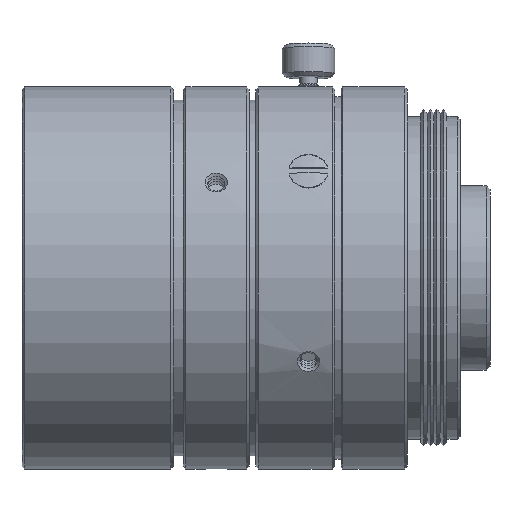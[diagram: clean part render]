
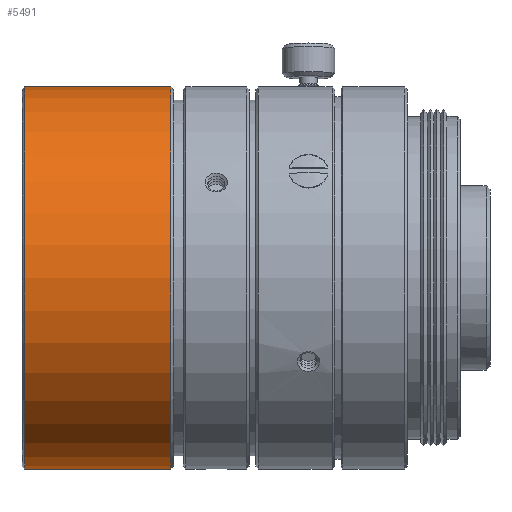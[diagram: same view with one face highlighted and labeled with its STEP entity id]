
A CAD part, front view. The second image highlights one B-rep face of the part: STEP entity #5491.
In plain terms, the highlighted cylindrical face has radius 14.5 mm (diameter 29 mm), a full revolution.
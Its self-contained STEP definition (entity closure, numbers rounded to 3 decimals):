
#258=CYLINDRICAL_SURFACE('',#6249,14.5);
#547=LINE('',#10116,#866);
#866=VECTOR('',#8012,14.5);
#1221=FACE_OUTER_BOUND('',#1576,.T.);
#1576=EDGE_LOOP('',(#4952,#4953,#4954,#4955,#4956,#4957));
#2041=CIRCLE('',#6247,14.5);
#2042=CIRCLE('',#6248,14.5);
#2043=CIRCLE('',#6250,14.5);
#2044=CIRCLE('',#6251,14.5);
#2609=VERTEX_POINT('',#10109);
#2610=VERTEX_POINT('',#10110);
#2611=VERTEX_POINT('',#10115);
#2612=VERTEX_POINT('',#10117);
#3398=EDGE_CURVE('',#2609,#2610,#2041,.T.);
#3399=EDGE_CURVE('',#2610,#2609,#2042,.T.);
#3401=EDGE_CURVE('',#2610,#2611,#547,.T.);
#3402=EDGE_CURVE('',#2612,#2611,#2043,.T.);
#3403=EDGE_CURVE('',#2611,#2612,#2044,.T.);
#4952=ORIENTED_EDGE('',*,*,#3398,.T.);
#4953=ORIENTED_EDGE('',*,*,#3401,.T.);
#4954=ORIENTED_EDGE('',*,*,#3402,.F.);
#4955=ORIENTED_EDGE('',*,*,#3403,.F.);
#4956=ORIENTED_EDGE('',*,*,#3401,.F.);
#4957=ORIENTED_EDGE('',*,*,#3399,.T.);
#5491=ADVANCED_FACE('',(#1221),#258,.T.);
#6247=AXIS2_PLACEMENT_3D('',#10111,#8005,#8006);
#6248=AXIS2_PLACEMENT_3D('',#10112,#8007,#8008);
#6249=AXIS2_PLACEMENT_3D('',#10114,#8010,#8011);
#6250=AXIS2_PLACEMENT_3D('',#10118,#8013,#8014);
#6251=AXIS2_PLACEMENT_3D('',#10119,#8015,#8016);
#8005=DIRECTION('center_axis',(1.,0.,0.));
#8006=DIRECTION('ref_axis',(0.,1.,0.));
#8007=DIRECTION('center_axis',(1.,0.,0.));
#8008=DIRECTION('ref_axis',(0.,1.,0.));
#8010=DIRECTION('center_axis',(-1.,0.,0.));
#8011=DIRECTION('ref_axis',(0.,1.,0.));
#8012=DIRECTION('',(1.,0.,0.));
#8013=DIRECTION('center_axis',(1.,0.,0.));
#8014=DIRECTION('ref_axis',(0.,1.,0.));
#8015=DIRECTION('center_axis',(1.,0.,0.));
#8016=DIRECTION('ref_axis',(0.,1.,0.));
#10109=CARTESIAN_POINT('',(0.2,14.5,0.));
#10110=CARTESIAN_POINT('',(0.2,-14.5,0.));
#10111=CARTESIAN_POINT('Origin',(0.2,0.,0.));
#10112=CARTESIAN_POINT('Origin',(0.2,0.,0.));
#10114=CARTESIAN_POINT('Origin',(5.75,0.,0.));
#10115=CARTESIAN_POINT('',(11.3,-14.5,0.));
#10116=CARTESIAN_POINT('',(5.75,-14.5,0.));
#10117=CARTESIAN_POINT('',(11.3,14.5,0.));
#10118=CARTESIAN_POINT('Origin',(11.3,0.,0.));
#10119=CARTESIAN_POINT('Origin',(11.3,0.,0.));
